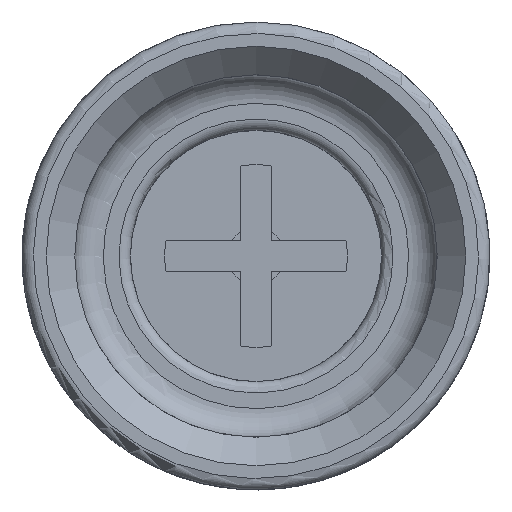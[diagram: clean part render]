
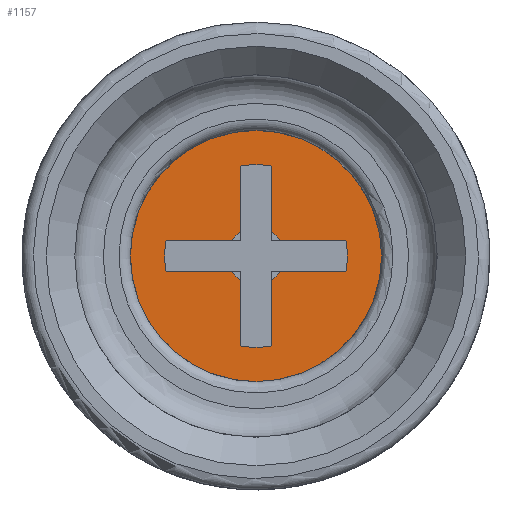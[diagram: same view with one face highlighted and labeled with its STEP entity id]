
A CAD part, front view. The second image highlights one B-rep face of the part: STEP entity #1157.
In plain terms, the highlighted planar face has unit normal (0, -1, 0).
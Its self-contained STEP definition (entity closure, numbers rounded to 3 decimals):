
#43=FACE_BOUND('',#181,.T.);
#53=PLANE('',#1269);
#106=FACE_OUTER_BOUND('',#180,.T.);
#180=EDGE_LOOP('',(#823));
#181=EDGE_LOOP('',(#824,#825,#826,#827,#828,#829,#830,#831,#832,#833,#834,
#835,#836,#837,#838,#839));
#259=LINE('',#1849,#331);
#265=LINE('',#1864,#337);
#266=LINE('',#1868,#338);
#267=LINE('',#1872,#339);
#268=LINE('',#1877,#340);
#269=LINE('',#1881,#341);
#270=LINE('',#1885,#342);
#271=LINE('',#1889,#343);
#331=VECTOR('',#1461,1.159);
#337=VECTOR('',#1471,1.159);
#338=VECTOR('',#1474,1.159);
#339=VECTOR('',#1477,1.159);
#340=VECTOR('',#1482,1.159);
#341=VECTOR('',#1485,1.159);
#342=VECTOR('',#1488,1.159);
#343=VECTOR('',#1491,1.159);
#409=CIRCLE('',#1270,2.2);
#410=CIRCLE('',#1271,1.6);
#411=CIRCLE('',#1272,0.5);
#412=CIRCLE('',#1273,1.6);
#413=CIRCLE('',#1274,0.5);
#414=CIRCLE('',#1275,1.6);
#415=CIRCLE('',#1276,0.5);
#416=CIRCLE('',#1277,1.6);
#417=CIRCLE('',#1278,0.5);
#498=VERTEX_POINT('',#1847);
#499=VERTEX_POINT('',#1848);
#504=VERTEX_POINT('',#1860);
#505=VERTEX_POINT('',#1862);
#506=VERTEX_POINT('',#1863);
#507=VERTEX_POINT('',#1865);
#508=VERTEX_POINT('',#1867);
#509=VERTEX_POINT('',#1869);
#510=VERTEX_POINT('',#1871);
#511=VERTEX_POINT('',#1874);
#512=VERTEX_POINT('',#1876);
#513=VERTEX_POINT('',#1878);
#514=VERTEX_POINT('',#1880);
#515=VERTEX_POINT('',#1882);
#516=VERTEX_POINT('',#1884);
#517=VERTEX_POINT('',#1886);
#518=VERTEX_POINT('',#1888);
#620=EDGE_CURVE('',#498,#499,#259,.T.);
#626=EDGE_CURVE('',#504,#504,#409,.T.);
#627=EDGE_CURVE('',#505,#506,#265,.T.);
#628=EDGE_CURVE('',#505,#507,#410,.T.);
#629=EDGE_CURVE('',#508,#507,#266,.T.);
#630=EDGE_CURVE('',#508,#509,#411,.T.);
#631=EDGE_CURVE('',#510,#509,#267,.T.);
#632=EDGE_CURVE('',#499,#510,#412,.T.);
#633=EDGE_CURVE('',#498,#511,#413,.T.);
#634=EDGE_CURVE('',#512,#511,#268,.T.);
#635=EDGE_CURVE('',#512,#513,#414,.T.);
#636=EDGE_CURVE('',#514,#513,#269,.T.);
#637=EDGE_CURVE('',#514,#515,#415,.T.);
#638=EDGE_CURVE('',#516,#515,#270,.T.);
#639=EDGE_CURVE('',#517,#516,#416,.T.);
#640=EDGE_CURVE('',#518,#517,#271,.T.);
#641=EDGE_CURVE('',#518,#506,#417,.T.);
#823=ORIENTED_EDGE('',*,*,#626,.F.);
#824=ORIENTED_EDGE('',*,*,#627,.F.);
#825=ORIENTED_EDGE('',*,*,#628,.T.);
#826=ORIENTED_EDGE('',*,*,#629,.F.);
#827=ORIENTED_EDGE('',*,*,#630,.T.);
#828=ORIENTED_EDGE('',*,*,#631,.F.);
#829=ORIENTED_EDGE('',*,*,#632,.F.);
#830=ORIENTED_EDGE('',*,*,#620,.F.);
#831=ORIENTED_EDGE('',*,*,#633,.T.);
#832=ORIENTED_EDGE('',*,*,#634,.F.);
#833=ORIENTED_EDGE('',*,*,#635,.T.);
#834=ORIENTED_EDGE('',*,*,#636,.F.);
#835=ORIENTED_EDGE('',*,*,#637,.T.);
#836=ORIENTED_EDGE('',*,*,#638,.F.);
#837=ORIENTED_EDGE('',*,*,#639,.F.);
#838=ORIENTED_EDGE('',*,*,#640,.F.);
#839=ORIENTED_EDGE('',*,*,#641,.T.);
#1157=ADVANCED_FACE('',(#106,#43),#53,.T.);
#1269=AXIS2_PLACEMENT_3D('',#1859,#1467,#1468);
#1270=AXIS2_PLACEMENT_3D('',#1861,#1469,#1470);
#1271=AXIS2_PLACEMENT_3D('',#1866,#1472,#1473);
#1272=AXIS2_PLACEMENT_3D('',#1870,#1475,#1476);
#1273=AXIS2_PLACEMENT_3D('',#1873,#1478,#1479);
#1274=AXIS2_PLACEMENT_3D('',#1875,#1480,#1481);
#1275=AXIS2_PLACEMENT_3D('',#1879,#1483,#1484);
#1276=AXIS2_PLACEMENT_3D('',#1883,#1486,#1487);
#1277=AXIS2_PLACEMENT_3D('',#1887,#1489,#1490);
#1278=AXIS2_PLACEMENT_3D('',#1890,#1492,#1493);
#1461=DIRECTION('',(-1.,0.,0.));
#1467=DIRECTION('center_axis',(0.,-1.,0.));
#1468=DIRECTION('ref_axis',(-1.,0.,0.));
#1469=DIRECTION('center_axis',(0.,1.,0.));
#1470=DIRECTION('ref_axis',(1.,0.,0.));
#1471=DIRECTION('',(0.,0.,1.));
#1472=DIRECTION('center_axis',(0.,1.,0.));
#1473=DIRECTION('ref_axis',(0.172,0.,-0.985));
#1474=DIRECTION('',(0.,0.,-1.));
#1475=DIRECTION('center_axis',(0.,1.,0.));
#1476=DIRECTION('ref_axis',(-0.55,0.,-0.835));
#1477=DIRECTION('',(1.,0.,0.));
#1478=DIRECTION('center_axis',(0.,-1.,0.));
#1479=DIRECTION('ref_axis',(-0.985,0.,0.172));
#1480=DIRECTION('center_axis',(0.,1.,0.));
#1481=DIRECTION('ref_axis',(-0.835,0.,0.55));
#1482=DIRECTION('',(0.,0.,-1.));
#1483=DIRECTION('center_axis',(0.,1.,0.));
#1484=DIRECTION('ref_axis',(-0.172,0.,0.985));
#1485=DIRECTION('',(0.,0.,1.));
#1486=DIRECTION('center_axis',(0.,1.,0.));
#1487=DIRECTION('ref_axis',(0.55,0.,0.835));
#1488=DIRECTION('',(-1.,0.,0.));
#1489=DIRECTION('center_axis',(0.,-1.,0.));
#1490=DIRECTION('ref_axis',(0.985,0.,-0.172));
#1491=DIRECTION('',(1.,0.,0.));
#1492=DIRECTION('center_axis',(0.,1.,0.));
#1493=DIRECTION('ref_axis',(0.835,0.,-0.55));
#1847=CARTESIAN_POINT('',(-0.418,4.9,0.275));
#1848=CARTESIAN_POINT('',(-1.576,4.9,0.275));
#1849=CARTESIAN_POINT('',(-0.418,4.9,0.275));
#1859=CARTESIAN_POINT('Origin',(0.,4.9,0.));
#1860=CARTESIAN_POINT('',(2.2,4.9,0.));
#1861=CARTESIAN_POINT('Origin',(0.,4.9,0.));
#1862=CARTESIAN_POINT('',(0.275,4.9,-1.576));
#1863=CARTESIAN_POINT('',(0.275,4.9,-0.418));
#1864=CARTESIAN_POINT('',(0.275,4.9,-1.576));
#1865=CARTESIAN_POINT('',(-0.275,4.9,-1.576));
#1866=CARTESIAN_POINT('Origin',(0.,4.9,0.));
#1867=CARTESIAN_POINT('',(-0.275,4.9,-0.418));
#1868=CARTESIAN_POINT('',(-0.275,4.9,-0.418));
#1869=CARTESIAN_POINT('',(-0.418,4.9,-0.275));
#1870=CARTESIAN_POINT('Origin',(0.,4.9,0.));
#1871=CARTESIAN_POINT('',(-1.576,4.9,-0.275));
#1872=CARTESIAN_POINT('',(-1.576,4.9,-0.275));
#1873=CARTESIAN_POINT('Origin',(0.,4.9,0.));
#1874=CARTESIAN_POINT('',(-0.275,4.9,0.418));
#1875=CARTESIAN_POINT('Origin',(0.,4.9,0.));
#1876=CARTESIAN_POINT('',(-0.275,4.9,1.576));
#1877=CARTESIAN_POINT('',(-0.275,4.9,1.576));
#1878=CARTESIAN_POINT('',(0.275,4.9,1.576));
#1879=CARTESIAN_POINT('Origin',(0.,4.9,0.));
#1880=CARTESIAN_POINT('',(0.275,4.9,0.418));
#1881=CARTESIAN_POINT('',(0.275,4.9,0.418));
#1882=CARTESIAN_POINT('',(0.418,4.9,0.275));
#1883=CARTESIAN_POINT('Origin',(0.,4.9,0.));
#1884=CARTESIAN_POINT('',(1.576,4.9,0.275));
#1885=CARTESIAN_POINT('',(1.576,4.9,0.275));
#1886=CARTESIAN_POINT('',(1.576,4.9,-0.275));
#1887=CARTESIAN_POINT('Origin',(0.,4.9,0.));
#1888=CARTESIAN_POINT('',(0.418,4.9,-0.275));
#1889=CARTESIAN_POINT('',(0.418,4.9,-0.275));
#1890=CARTESIAN_POINT('Origin',(0.,4.9,0.));
